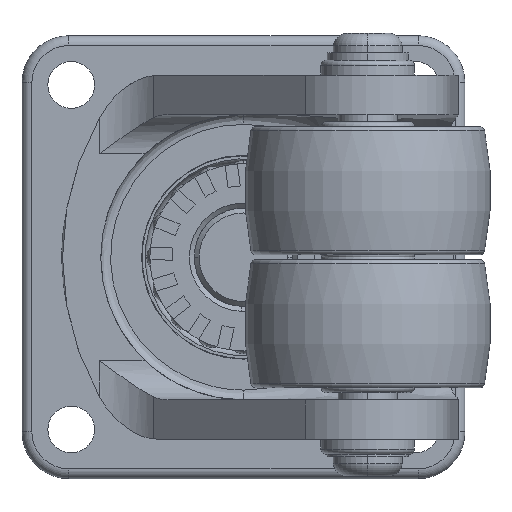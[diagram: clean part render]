
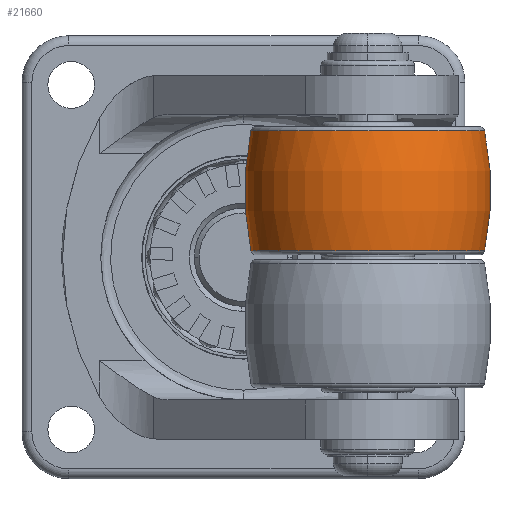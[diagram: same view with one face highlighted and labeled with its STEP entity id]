
A CAD part, front view. The second image highlights one B-rep face of the part: STEP entity #21660.
In plain terms, the highlighted toroidal (fillet/blend) face has major radius 34.89 mm and minor radius 59.89 mm.
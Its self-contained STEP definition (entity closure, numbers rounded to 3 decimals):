
#1819 = TOROIDAL_SURFACE ( 'NONE', #17403, -34.89, 59.89 ) ;
#3915 = VERTEX_POINT ( 'NONE', #27561 ) ;
#4485 = AXIS2_PLACEMENT_3D ( 'NONE', #5502, #22270, #7916 ) ;
#4911 = CIRCLE ( 'NONE', #9931, 59.89 ) ;
#4992 = CARTESIAN_POINT ( 'NONE',  ( 48.977, -49.542, 1.296 ) ) ;
#5502 = CARTESIAN_POINT ( 'NONE',  ( 60.116, -49.129, 13.5 ) ) ;
#5996 = CIRCLE ( 'NONE', #4485, 59.89 ) ;
#6355 = CIRCLE ( 'NONE', #18388, 23.743 ) ;
#6850 = VERTEX_POINT ( 'NONE', #8622 ) ;
#7389 = DIRECTION ( 'NONE',  ( 0., 0., 1. ) ) ;
#7916 = DIRECTION ( 'NONE',  ( -0.999, -0.037, 0. ) ) ;
#8193 = FACE_OUTER_BOUND ( 'NONE', #18849, .T. ) ;
#8622 = CARTESIAN_POINT ( 'NONE',  ( 48.977, -49.542, 25.704 ) ) ;
#9931 = AXIS2_PLACEMENT_3D ( 'NONE', #11379, #28154, #13800 ) ;
#10098 = ORIENTED_EDGE ( 'NONE', *, *, #14659, .T. ) ;
#11309 = ORIENTED_EDGE ( 'NONE', *, *, #14381, .F. ) ;
#11379 = CARTESIAN_POINT ( 'NONE',  ( -9.616, -51.711, 13.5 ) ) ;
#11478 = CARTESIAN_POINT ( 'NONE',  ( 25.25, -50.42, 1.296 ) ) ;
#11485 = DIRECTION ( 'NONE',  ( 0., 0., 1. ) ) ;
#13134 = ORIENTED_EDGE ( 'NONE', *, *, #18796, .T. ) ;
#13800 = DIRECTION ( 'NONE',  ( 0.999, 0.037, 0. ) ) ;
#13896 = DIRECTION ( 'NONE',  ( 0.999, 0.037, 0. ) ) ;
#14381 = EDGE_CURVE ( 'NONE', #3915, #29247, #5996, .T. ) ;
#14659 = EDGE_CURVE ( 'NONE', #3915, #26188, #6355, .T. ) ;
#17403 = AXIS2_PLACEMENT_3D ( 'NONE', #21088, #11485, #28360 ) ;
#18230 = AXIS2_PLACEMENT_3D ( 'NONE', #21732, #7389, #24170 ) ;
#18388 = AXIS2_PLACEMENT_3D ( 'NONE', #11478, #28245, #13896 ) ;
#18796 = EDGE_CURVE ( 'NONE', #26188, #6850, #4911, .T. ) ;
#18849 = EDGE_LOOP ( 'NONE', ( #11309, #10098, #13134, #29791 ) ) ;
#21088 = CARTESIAN_POINT ( 'NONE',  ( 25.25, -50.42, 13.5 ) ) ;
#21660 = ADVANCED_FACE ( 'NONE', ( #8193 ), #1819, .T. ) ;
#21732 = CARTESIAN_POINT ( 'NONE',  ( 25.25, -50.42, 25.704 ) ) ;
#22270 = DIRECTION ( 'NONE',  ( -0.037, 0.999, 0. ) ) ;
#24170 = DIRECTION ( 'NONE',  ( 0.999, 0.037, 0. ) ) ;
#24964 = CARTESIAN_POINT ( 'NONE',  ( 1.523, -51.298, 25.704 ) ) ;
#26188 = VERTEX_POINT ( 'NONE', #4992 ) ;
#26407 = EDGE_CURVE ( 'NONE', #29247, #6850, #29573, .T. ) ;
#27561 = CARTESIAN_POINT ( 'NONE',  ( 1.523, -51.298, 1.296 ) ) ;
#28154 = DIRECTION ( 'NONE',  ( 0.037, -0.999, 0. ) ) ;
#28245 = DIRECTION ( 'NONE',  ( 0., 0., 1. ) ) ;
#28360 = DIRECTION ( 'NONE',  ( 0.999, 0.037, 0. ) ) ;
#29247 = VERTEX_POINT ( 'NONE', #24964 ) ;
#29573 = CIRCLE ( 'NONE', #18230, 23.743 ) ;
#29791 = ORIENTED_EDGE ( 'NONE', *, *, #26407, .F. ) ;
